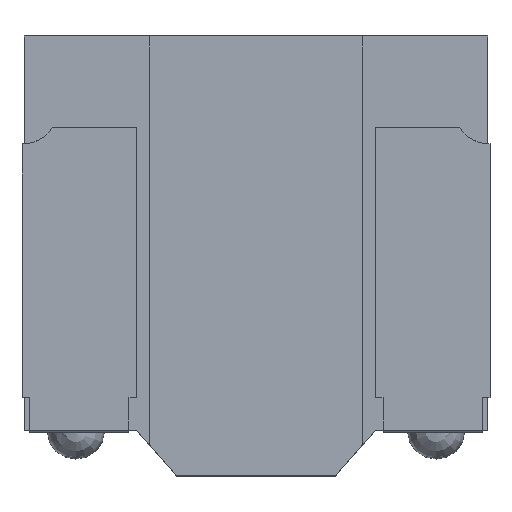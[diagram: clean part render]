
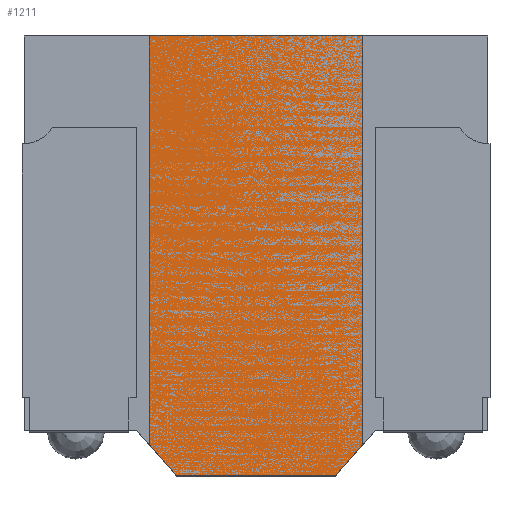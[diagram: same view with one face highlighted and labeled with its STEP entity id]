
A CAD part, top view. The second image highlights one B-rep face of the part: STEP entity #1211.
In plain terms, the highlighted free-form (B-spline) face has degree [1, 1] with [2, 2] control points.
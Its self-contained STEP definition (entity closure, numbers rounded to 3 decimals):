
#1148=CARTESIAN_POINT('',(1.212,-3.35,1.998));
#1149=VERTEX_POINT('',#1148);
#1155=CARTESIAN_POINT('',(-1.212,-3.35,1.998));
#1156=VERTEX_POINT('',#1155);
#1157=CARTESIAN_POINT('',(-1.212,-3.35,1.998));
#1158=CARTESIAN_POINT('',(1.212,-3.35,1.998));
#1159=B_SPLINE_CURVE_WITH_KNOTS('',1,(#1157,#1158),.UNSPECIFIED.,.F.,.U.,(2,2),(0.,1.),.UNSPECIFIED.);
#1160=EDGE_CURVE('',#1156,#1149,#1159,.T.);
#1170=CARTESIAN_POINT('',(-3.886,-3.685,1.998));
#1171=CARTESIAN_POINT('',(-3.886,3.685,1.998));
#1172=CARTESIAN_POINT('',(3.921,-3.685,1.998));
#1173=CARTESIAN_POINT('',(3.921,3.685,1.998));
#1174=B_SPLINE_SURFACE_WITH_KNOTS('',1,1,((#1170,#1171),(#1172,#1173)),.PLANE_SURF.,.F.,.F.,.U.,(2,2),(2,2),(0.,1.),(0.,1.),.UNSPECIFIED.);
#1175=ORIENTED_EDGE('',*,*,#1160,.T.);
#1176=CARTESIAN_POINT('',(1.627,-2.875,1.998));
#1177=VERTEX_POINT('',#1176);
#1178=CARTESIAN_POINT('',(1.212,-3.35,1.998));
#1179=CARTESIAN_POINT('',(1.627,-2.875,1.998));
#1180=B_SPLINE_CURVE_WITH_KNOTS('',1,(#1178,#1179),.UNSPECIFIED.,.F.,.U.,(2,2),(0.,0.681),.UNSPECIFIED.);
#1181=EDGE_CURVE('',#1149,#1177,#1180,.T.);
#1182=ORIENTED_EDGE('',*,*,#1181,.T.);
#1183=CARTESIAN_POINT('',(1.627,3.349,1.998));
#1184=VERTEX_POINT('',#1183);
#1185=CARTESIAN_POINT('',(1.627,3.349,1.998));
#1186=CARTESIAN_POINT('',(1.627,-2.875,1.998));
#1187=B_SPLINE_CURVE_WITH_KNOTS('',1,(#1185,#1186),.UNSPECIFIED.,.F.,.U.,(2,2),(0.,0.884),.UNSPECIFIED.);
#1188=EDGE_CURVE('',#1184,#1177,#1187,.T.);
#1189=ORIENTED_EDGE('',*,*,#1188,.F.);
#1190=CARTESIAN_POINT('',(-1.627,3.349,1.998));
#1191=VERTEX_POINT('',#1190);
#1192=CARTESIAN_POINT('',(1.627,3.35,1.998));
#1193=CARTESIAN_POINT('',(-1.627,3.35,1.998));
#1194=B_SPLINE_CURVE_WITH_KNOTS('',1,(#1192,#1193),.UNSPECIFIED.,.F.,.U.,(2,2),(0.27,0.73),.UNSPECIFIED.);
#1195=EDGE_CURVE('',#1184,#1191,#1194,.T.);
#1196=ORIENTED_EDGE('',*,*,#1195,.T.);
#1197=CARTESIAN_POINT('',(-1.627,-2.875,1.998));
#1198=VERTEX_POINT('',#1197);
#1199=CARTESIAN_POINT('',(-1.627,-2.875,1.998));
#1200=CARTESIAN_POINT('',(-1.627,3.349,1.998));
#1201=B_SPLINE_CURVE_WITH_KNOTS('',1,(#1199,#1200),.UNSPECIFIED.,.F.,.U.,(2,2),(0.116,1.),.UNSPECIFIED.);
#1202=EDGE_CURVE('',#1198,#1191,#1201,.T.);
#1203=ORIENTED_EDGE('',*,*,#1202,.F.);
#1204=CARTESIAN_POINT('',(-1.627,-2.875,1.998));
#1205=CARTESIAN_POINT('',(-1.212,-3.35,1.998));
#1206=B_SPLINE_CURVE_WITH_KNOTS('',1,(#1204,#1205),.UNSPECIFIED.,.F.,.U.,(2,2),(0.319,1.),.UNSPECIFIED.);
#1207=EDGE_CURVE('',#1198,#1156,#1206,.T.);
#1208=ORIENTED_EDGE('',*,*,#1207,.T.);
#1209=EDGE_LOOP('',(#1175,#1182,#1189,#1196,#1203,#1208));
#1210=FACE_OUTER_BOUND('',#1209,.T.);
#1211=ADVANCED_FACE('',(#1210),#1174,.T.);
